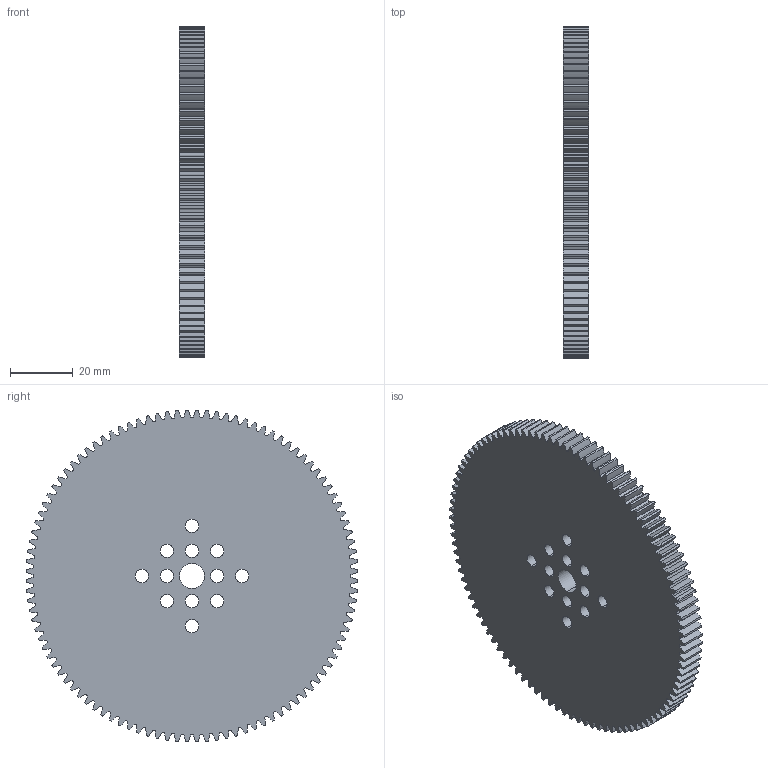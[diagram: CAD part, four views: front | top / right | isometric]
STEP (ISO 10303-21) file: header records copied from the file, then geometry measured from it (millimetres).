
FILE_DESCRIPTION (( 'STEP AP214' ), '1' );
FILE_NAME ('13-0104.step', '2025-08-25T09:13:40', ( '' ), ( '' ), 'SwSTEP 2.0', 'SolidWorks 2025', '' );
FILE_SCHEMA (( 'AUTOMOTIVE_DESIGN' ));
Length unit declared in the file: millimetre
Products named in the file (1): 13-0104
Bounding box: 8 x 105.97 x 105.97 mm (x, y, z)
Volume: 65809.2 mm3; surface area: 23151.9 mm2
Topology: 1 solids, 1 shells, 447 faces, 1335 edges, 890 vertices
Faces by surface type: cylinder 445, plane 2
Entity records: 15674 total; most frequent: DIRECTION 3121, CARTESIAN_POINT 2673, ORIENTED_EDGE 2670, AXIS2_PLACEMENT_3D 1338, EDGE_CURVE 1335, VERTEX_POINT 890, CIRCLE 890, EDGE_LOOP 473
